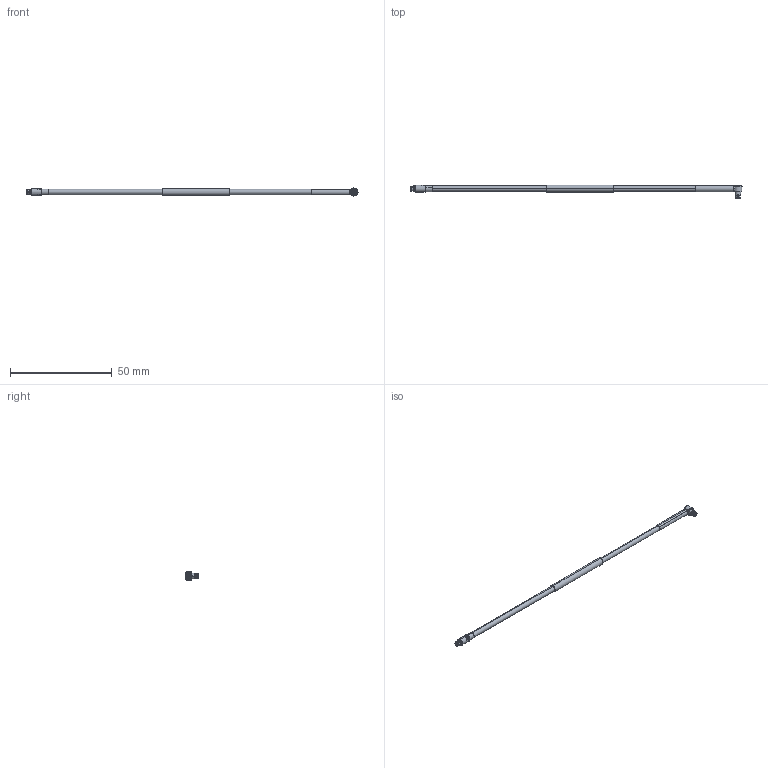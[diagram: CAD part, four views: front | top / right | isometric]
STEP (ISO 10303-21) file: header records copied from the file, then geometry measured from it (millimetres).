
FILE_DESCRIPTION (( 'STEP AP214' ), '1' );
FILE_NAME ('FMC00554_3D.step', '2023-02-23T03:01:42', ( '' ), ( '' ), 'SwSTEP 2.0', 'SolidWorks 2022', '' );
FILE_SCHEMA (( 'AUTOMOTIVE_DESIGN' ));
Length unit declared in the file: inch
Products named in the file (6): FMC00554_3D; FM-SR086TBJ Ø.105 jacket^FMC00554; SC5433^FMC00554; heat shrink conn 2^FMC00554_conn 1; SC5431^FMC00554; heat shrink conn 1^FMC00554_conn 1
Assembly tree (5 placements, depth 2):
  FMC00554_3D
    FM-SR086TBJ Ø.105 jacket^FMC00554
    SC5431^FMC00554
    heat shrink conn 1^FMC00554_conn 1
    SC5433^FMC00554
    heat shrink conn 2^FMC00554_conn 1
Bounding box: 162.76 x 6.67 x 3.96 mm (x, y, z)
Volume: 1077.5 mm3; surface area: 2670.1 mm2
Topology: 6 solids, 6 shells, 267 faces, 695 edges, 448 vertices
Faces by surface type: plane 97, cylinder 76, cone 74, bspline 12, torus 8
Entity records: 11845 total; most frequent: CARTESIAN_POINT 3510, ORIENTED_EDGE 1390, DIRECTION 1365, EDGE_CURVE 695, AXIS2_PLACEMENT_3D 543, VERTEX_POINT 448, EDGE_LOOP 285, CIRCLE 280
